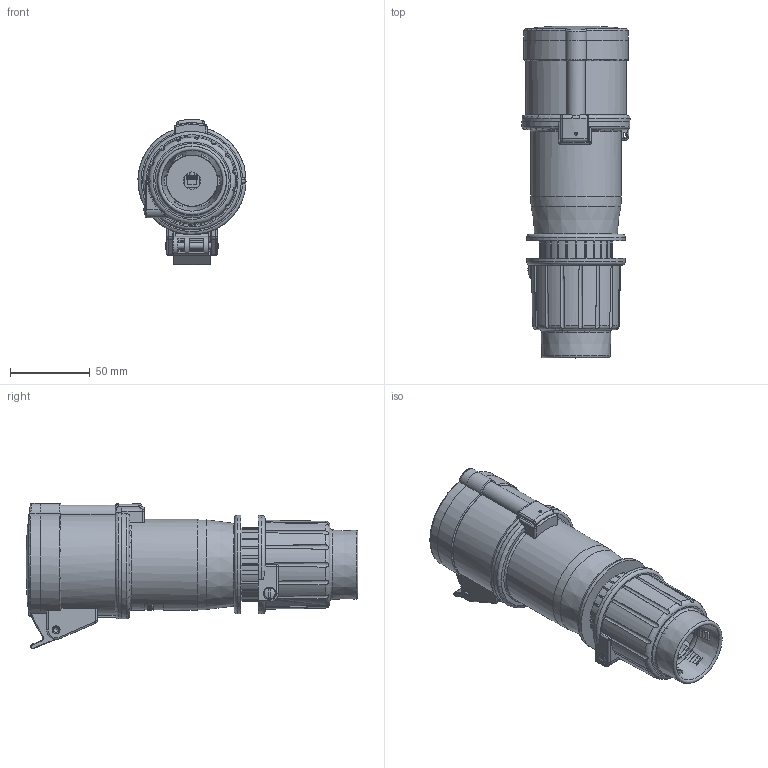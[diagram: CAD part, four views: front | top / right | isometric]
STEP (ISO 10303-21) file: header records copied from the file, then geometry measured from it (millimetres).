
FILE_DESCRIPTION(/* description */ (''),/* implementation_level */ '2;1');
FILE_NAME(/* name */ '4003572.stp',/* time_stamp */ '2019-03-01T11:14:07+01:00',/* author */ (''),/* organization */ (''),/* preprocessor_version */ 'ST-DEVELOPER v16.7',/* originating_system */ 'SIEMENS PLM Software NX 12.0',/* authorisation */ '');
FILE_SCHEMA (('AUTOMOTIVE_DESIGN { 1 0 10303 214 3 1 1 1 }'));
Products named in the file (1): bsom23CC53FBp0ic
Bounding box: 67.98 x 208.77 x 91.8 mm (x, y, z)
Volume: 210488.2 mm3; surface area: 188615.7 mm2
Topology: 12 solids, 12 shells, 1540 faces, 4083 edges, 2612 vertices
Faces by surface type: plane 599, cylinder 462, torus 168, cone 150, bspline 132, sphere 26, revolution 3
Full cylindrical faces by diameter (mm): 1.5 x1, 1.8 x3, 2 x1, 2.4 x1, 2.7 x3, 3 x3, 3.5 x2, 4 x1, 4.2 x6, 4.3 x2, 4.4 x4, 4.5 x1, 5 x5, 5.5 x4, 6 x3, 6.9 x1, 7.3 x3, 7.938 x1, 8.5 x3, 9.4 x1, 10.5 x1, 11 x4, 13 x1, 14.3 x1, 14.4 x1, 17.5 x1, 17.6 x1, 20.6 x1, 20.7 x1, 23.8 x1
Entity records: 56591 total; most frequent: CARTESIAN_POINT 20269, ORIENTED_EDGE 7708, DIRECTION 7248, EDGE_CURVE 3854, AXIS2_PLACEMENT_3D 2844, VERTEX_POINT 2544, EDGE_LOOP 1806, LINE 1557
